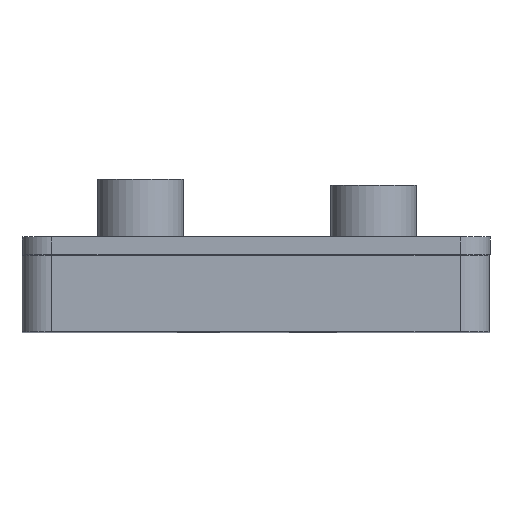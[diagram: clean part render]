
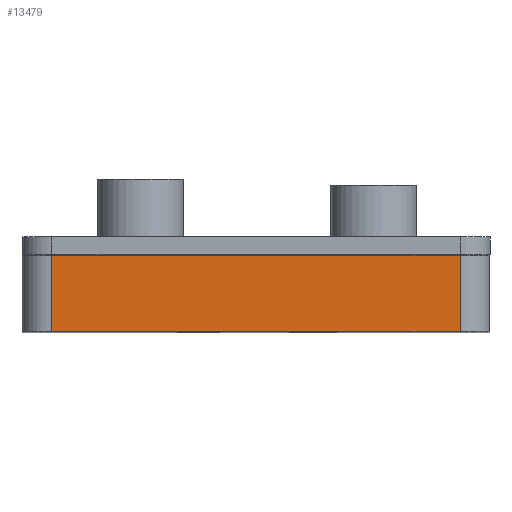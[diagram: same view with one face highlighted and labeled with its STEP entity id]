
A CAD part, top view. The second image highlights one B-rep face of the part: STEP entity #13479.
In plain terms, the highlighted planar face has unit normal (0, 0, 1).
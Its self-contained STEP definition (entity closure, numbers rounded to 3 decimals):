
#1473=PLANE('',#14263);
#2159=FACE_OUTER_BOUND('',#3105,.T.);
#3105=EDGE_LOOP('',(#12535,#12536,#12537,#12538));
#4057=LINE('',#25590,#5075);
#4086=LINE('',#25671,#5104);
#4127=LINE('',#25761,#5145);
#4130=LINE('',#25767,#5148);
#5075=VECTOR('',#16540,10.);
#5104=VECTOR('',#16609,10.);
#5145=VECTOR('',#16694,10.);
#5148=VECTOR('',#16703,10.);
#6724=VERTEX_POINT('',#25587);
#6725=VERTEX_POINT('',#25589);
#6756=VERTEX_POINT('',#25668);
#6757=VERTEX_POINT('',#25670);
#8628=EDGE_CURVE('',#6724,#6725,#4057,.T.);
#8665=EDGE_CURVE('',#6756,#6757,#4086,.T.);
#8711=EDGE_CURVE('',#6725,#6756,#4127,.T.);
#8714=EDGE_CURVE('',#6757,#6724,#4130,.T.);
#12535=ORIENTED_EDGE('',*,*,#8711,.F.);
#12536=ORIENTED_EDGE('',*,*,#8628,.F.);
#12537=ORIENTED_EDGE('',*,*,#8714,.F.);
#12538=ORIENTED_EDGE('',*,*,#8665,.F.);
#13479=ADVANCED_FACE('',(#2159),#1473,.T.);
#14263=AXIS2_PLACEMENT_3D('',#25768,#16704,#16705);
#16540=DIRECTION('',(-1.,0.,0.));
#16609=DIRECTION('',(1.,0.,0.));
#16694=DIRECTION('',(0.,1.,0.));
#16703=DIRECTION('',(0.,-1.,0.));
#16704=DIRECTION('center_axis',(0.,0.,1.));
#16705=DIRECTION('ref_axis',(1.,0.,0.));
#25587=CARTESIAN_POINT('',(33.637,0.,61.884));
#25589=CARTESIAN_POINT('',(-35.563,0.,61.884));
#25590=CARTESIAN_POINT('',(38.637,0.,61.884));
#25668=CARTESIAN_POINT('',(-35.563,13.,61.884));
#25670=CARTESIAN_POINT('',(33.637,13.,61.884));
#25671=CARTESIAN_POINT('',(38.637,13.,61.884));
#25761=CARTESIAN_POINT('',(-35.563,0.,61.884));
#25767=CARTESIAN_POINT('',(33.637,0.,61.884));
#25768=CARTESIAN_POINT('Origin',(-40.563,0.,61.884));
